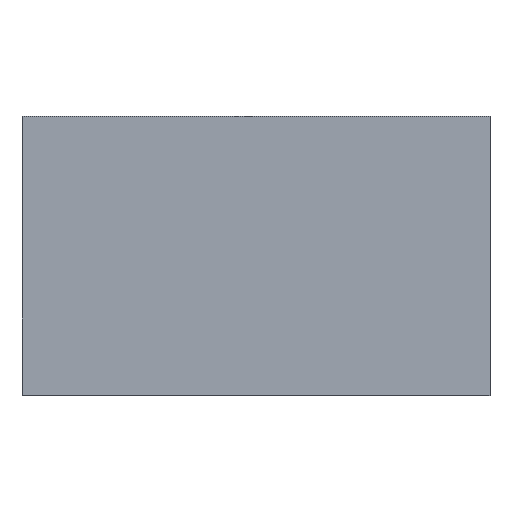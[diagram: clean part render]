
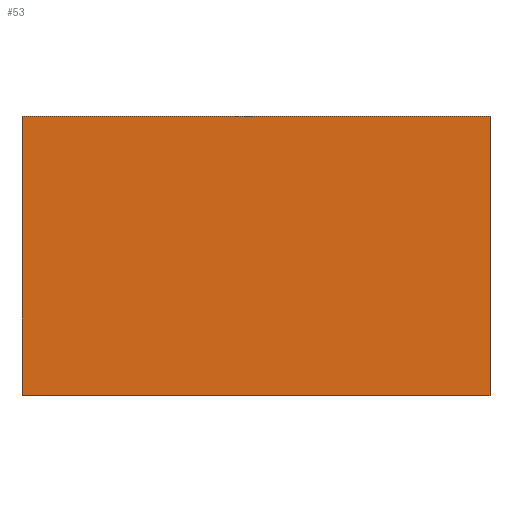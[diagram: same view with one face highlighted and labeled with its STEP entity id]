
A CAD part, top view. The second image highlights one B-rep face of the part: STEP entity #53.
In plain terms, the highlighted face is planar.
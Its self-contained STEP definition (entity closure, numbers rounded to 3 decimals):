
#53 = ADVANCED_FACE( '', ( #99 ), #100, .F. );
#99 = FACE_OUTER_BOUND( '', #142, .T. );
#100 = PLANE( '', #143 );
#142 = EDGE_LOOP( '', ( #204, #205, #206, #207 ) );
#143 = AXIS2_PLACEMENT_3D( '', #208, #209, #210 );
#204 = ORIENTED_EDGE( '', *, *, #252, .F. );
#205 = ORIENTED_EDGE( '', *, *, #273, .F. );
#206 = ORIENTED_EDGE( '', *, *, #274, .F. );
#207 = ORIENTED_EDGE( '', *, *, #275, .F. );
#208 = CARTESIAN_POINT( '', ( -26.6, -15.85, 0. ) );
#209 = DIRECTION( '', ( 0., 0., 1. ) );
#210 = DIRECTION( '', ( 1., 0., 0. ) );
#252 = EDGE_CURVE( '', #286, #287, #288, .T. );
#273 = EDGE_CURVE( '', #319, #286, #320, .T. );
#274 = EDGE_CURVE( '', #321, #319, #322, .T. );
#275 = EDGE_CURVE( '', #287, #321, #323, .T. );
#286 = VERTEX_POINT( '', #336 );
#287 = VERTEX_POINT( '', #337 );
#288 = LINE( '', #338, #339 );
#319 = VERTEX_POINT( '', #385 );
#320 = LINE( '', #386, #387 );
#321 = VERTEX_POINT( '', #388 );
#322 = LINE( '', #389, #390 );
#323 = LINE( '', #391, #392 );
#336 = CARTESIAN_POINT( '', ( -26.6, 15.85, 0. ) );
#337 = CARTESIAN_POINT( '', ( -26.6, -15.85, 0. ) );
#338 = CARTESIAN_POINT( '', ( -26.6, 15.85, 0. ) );
#339 = VECTOR( '', #409, 1000. );
#385 = CARTESIAN_POINT( '', ( 26.6, 15.85, 0. ) );
#386 = CARTESIAN_POINT( '', ( 26.6, 15.85, 0. ) );
#387 = VECTOR( '', #425, 1000. );
#388 = CARTESIAN_POINT( '', ( 26.6, -15.85, 0. ) );
#389 = CARTESIAN_POINT( '', ( 26.6, -15.85, 0. ) );
#390 = VECTOR( '', #426, 1000. );
#391 = CARTESIAN_POINT( '', ( -26.6, -15.85, 0. ) );
#392 = VECTOR( '', #427, 1000. );
#409 = DIRECTION( '', ( 0., -1., 0. ) );
#425 = DIRECTION( '', ( -1., 0., 0. ) );
#426 = DIRECTION( '', ( 0., 1., 0. ) );
#427 = DIRECTION( '', ( 1., 0., 0. ) );
